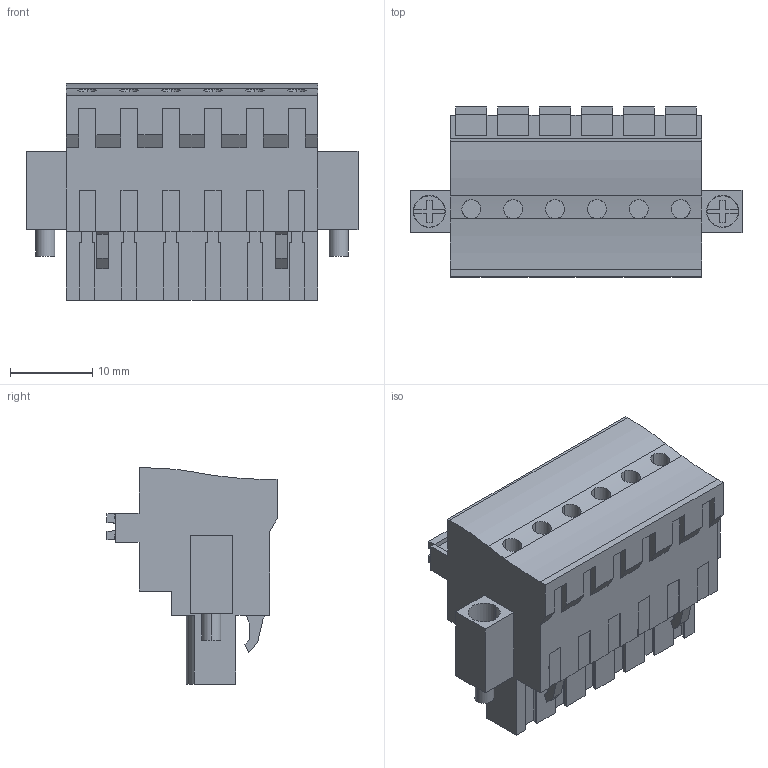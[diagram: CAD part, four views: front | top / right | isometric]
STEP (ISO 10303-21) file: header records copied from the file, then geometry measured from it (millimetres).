
FILE_DESCRIPTION(('CATIA V5 STEP Exchange','CAx-IF Rec.Pracs.--- Model Styling and Organization---1.2---2011-12-15'),'2;1');
FILE_NAME ('D1461176_0_1982930000_1982930000.stp','2017-10-30T15:27:09+00:00',('none'),('Weidmueller'),'CATIA Version 5-6 Release 2014','CATIA V5 STEP AP214','none');
FILE_SCHEMA(('AUTOMOTIVE_DESIGN { 1 0 10303 214 1 1 1 1 }'));
Length unit declared in the file: millimetre
Products named in the file (1): 1982930000
Bounding box: 40.28 x 20.64 x 26.24 mm (x, y, z)
Volume: 9419.3 mm3; surface area: 5420.6 mm2
Topology: 9 solids, 9 shells, 494 faces, 1351 edges, 907 vertices
Faces by surface type: plane 411, cylinder 83
Entity records: 14405 total; most frequent: ORIENTED_EDGE 2702, CARTESIAN_POINT 2643, DIRECTION 1915, EDGE_CURVE 1351, VECTOR 1177, LINE 1177, VERTEX_POINT 907, EDGE_LOOP 530
